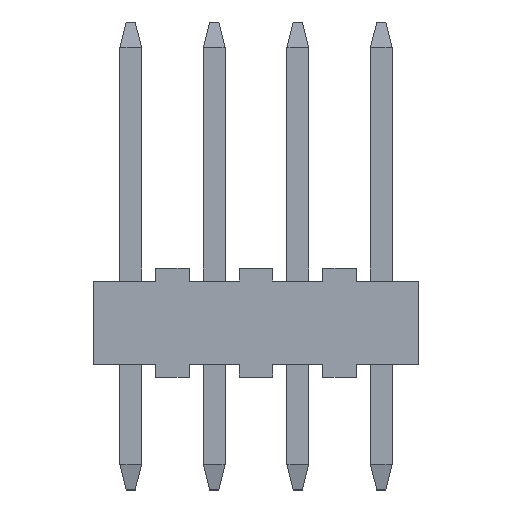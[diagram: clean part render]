
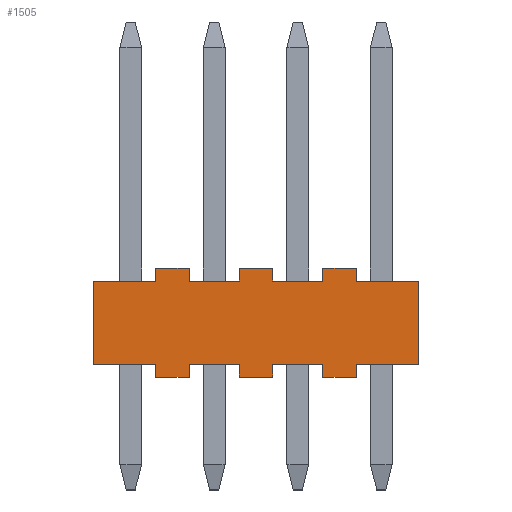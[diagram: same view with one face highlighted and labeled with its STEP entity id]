
A CAD part, top view. The second image highlights one B-rep face of the part: STEP entity #1505.
In plain terms, the highlighted planar face has unit normal (0, 0, 1).
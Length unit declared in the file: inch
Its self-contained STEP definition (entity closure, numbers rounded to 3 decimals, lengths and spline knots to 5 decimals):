
#5=DIRECTION('',(0.,-1.,0.));
#6=VECTOR('',#5,0.1);
#7=CARTESIAN_POINT('',(-0.195,0.05,0.0465));
#8=LINE('',#7,#6);
#21=DIRECTION('',(-1.,0.,0.));
#22=VECTOR('',#21,0.075);
#23=CARTESIAN_POINT('',(-0.12,0.05,0.0465));
#24=LINE('',#23,#22);
#121=DIRECTION('',(-1.,0.,0.));
#122=VECTOR('',#121,0.075);
#123=CARTESIAN_POINT('',(0.195,0.05,0.0465));
#124=LINE('',#123,#122);
#157=DIRECTION('',(0.,-1.,0.));
#158=VECTOR('',#157,0.1);
#159=CARTESIAN_POINT('',(0.195,0.05,0.0465));
#160=LINE('',#159,#158);
#161=DIRECTION('',(1.,0.,0.));
#162=VECTOR('',#161,0.075);
#163=CARTESIAN_POINT('',(0.12,-0.05,0.0465));
#164=LINE('',#163,#162);
#185=DIRECTION('',(0.,1.,0.));
#186=VECTOR('',#185,0.015);
#187=CARTESIAN_POINT('',(0.12,-0.065,0.0465));
#188=LINE('',#187,#186);
#189=DIRECTION('',(0.,1.,0.));
#190=VECTOR('',#189,0.015);
#191=CARTESIAN_POINT('',(0.08,-0.065,0.0465));
#192=LINE('',#191,#190);
#193=DIRECTION('',(-1.,0.,0.));
#194=VECTOR('',#193,0.06);
#195=CARTESIAN_POINT('',(0.08,-0.05,0.0465));
#196=LINE('',#195,#194);
#197=DIRECTION('',(0.,1.,0.));
#198=VECTOR('',#197,0.015);
#199=CARTESIAN_POINT('',(0.02,-0.065,0.0465));
#200=LINE('',#199,#198);
#201=DIRECTION('',(0.,1.,0.));
#202=VECTOR('',#201,0.015);
#203=CARTESIAN_POINT('',(-0.02,-0.065,0.0465));
#204=LINE('',#203,#202);
#205=DIRECTION('',(-1.,0.,0.));
#206=VECTOR('',#205,0.06);
#207=CARTESIAN_POINT('',(-0.02,-0.05,0.0465));
#208=LINE('',#207,#206);
#209=DIRECTION('',(0.,1.,0.));
#210=VECTOR('',#209,0.015);
#211=CARTESIAN_POINT('',(-0.08,-0.065,0.0465));
#212=LINE('',#211,#210);
#213=DIRECTION('',(0.,1.,0.));
#214=VECTOR('',#213,0.015);
#215=CARTESIAN_POINT('',(-0.12,-0.065,0.0465));
#216=LINE('',#215,#214);
#217=DIRECTION('',(0.,-1.,0.));
#218=VECTOR('',#217,0.015);
#219=CARTESIAN_POINT('',(-0.12,0.065,0.0465));
#220=LINE('',#219,#218);
#221=DIRECTION('',(1.,0.,0.));
#222=VECTOR('',#221,0.04);
#223=CARTESIAN_POINT('',(-0.12,0.065,0.0465));
#224=LINE('',#223,#222);
#225=DIRECTION('',(0.,-1.,0.));
#226=VECTOR('',#225,0.015);
#227=CARTESIAN_POINT('',(-0.08,0.065,0.0465));
#228=LINE('',#227,#226);
#229=DIRECTION('',(1.,0.,0.));
#230=VECTOR('',#229,0.06);
#231=CARTESIAN_POINT('',(-0.08,0.05,0.0465));
#232=LINE('',#231,#230);
#233=DIRECTION('',(0.,-1.,0.));
#234=VECTOR('',#233,0.015);
#235=CARTESIAN_POINT('',(-0.02,0.065,0.0465));
#236=LINE('',#235,#234);
#237=DIRECTION('',(1.,0.,0.));
#238=VECTOR('',#237,0.04);
#239=CARTESIAN_POINT('',(-0.02,0.065,0.0465));
#240=LINE('',#239,#238);
#241=DIRECTION('',(0.,-1.,0.));
#242=VECTOR('',#241,0.015);
#243=CARTESIAN_POINT('',(0.02,0.065,0.0465));
#244=LINE('',#243,#242);
#245=DIRECTION('',(1.,0.,0.));
#246=VECTOR('',#245,0.06);
#247=CARTESIAN_POINT('',(0.02,0.05,0.0465));
#248=LINE('',#247,#246);
#249=DIRECTION('',(0.,-1.,0.));
#250=VECTOR('',#249,0.015);
#251=CARTESIAN_POINT('',(0.08,0.065,0.0465));
#252=LINE('',#251,#250);
#253=DIRECTION('',(1.,0.,0.));
#254=VECTOR('',#253,0.04);
#255=CARTESIAN_POINT('',(0.08,0.065,0.0465));
#256=LINE('',#255,#254);
#257=DIRECTION('',(0.,-1.,0.));
#258=VECTOR('',#257,0.015);
#259=CARTESIAN_POINT('',(0.12,0.065,0.0465));
#260=LINE('',#259,#258);
#269=DIRECTION('',(1.,0.,0.));
#270=VECTOR('',#269,0.04);
#271=CARTESIAN_POINT('',(0.08,-0.065,0.0465));
#272=LINE('',#271,#270);
#281=DIRECTION('',(1.,0.,0.));
#282=VECTOR('',#281,0.04);
#283=CARTESIAN_POINT('',(-0.02,-0.065,0.0465));
#284=LINE('',#283,#282);
#293=DIRECTION('',(1.,0.,0.));
#294=VECTOR('',#293,0.04);
#295=CARTESIAN_POINT('',(-0.12,-0.065,0.0465));
#296=LINE('',#295,#294);
#693=DIRECTION('',(1.,0.,0.));
#694=VECTOR('',#693,0.075);
#695=CARTESIAN_POINT('',(-0.195,-0.05,0.0465));
#696=LINE('',#695,#694);
#977=CARTESIAN_POINT('',(0.12,0.065,0.0465));
#978=CARTESIAN_POINT('',(0.12,0.05,0.0465));
#979=VERTEX_POINT('',#977);
#980=VERTEX_POINT('',#978);
#985=CARTESIAN_POINT('',(-0.195,0.05,0.0465));
#987=VERTEX_POINT('',#985);
#989=CARTESIAN_POINT('',(-0.195,-0.05,0.0465));
#991=VERTEX_POINT('',#989);
#993=CARTESIAN_POINT('',(0.195,0.05,0.0465));
#995=VERTEX_POINT('',#993);
#997=CARTESIAN_POINT('',(0.195,-0.05,0.0465));
#999=VERTEX_POINT('',#997);
#1009=CARTESIAN_POINT('',(0.12,-0.065,0.0465));
#1010=CARTESIAN_POINT('',(0.12,-0.05,0.0465));
#1011=VERTEX_POINT('',#1009);
#1012=VERTEX_POINT('',#1010);
#1057=CARTESIAN_POINT('',(0.02,0.065,0.0465));
#1058=CARTESIAN_POINT('',(0.02,0.05,0.0465));
#1059=VERTEX_POINT('',#1057);
#1060=VERTEX_POINT('',#1058);
#1061=CARTESIAN_POINT('',(0.08,0.05,0.0465));
#1062=VERTEX_POINT('',#1061);
#1063=CARTESIAN_POINT('',(0.08,0.065,0.0465));
#1064=VERTEX_POINT('',#1063);
#1065=CARTESIAN_POINT('',(0.08,-0.065,0.0465));
#1066=CARTESIAN_POINT('',(0.08,-0.05,0.0465));
#1067=VERTEX_POINT('',#1065);
#1068=VERTEX_POINT('',#1066);
#1069=CARTESIAN_POINT('',(0.02,-0.05,0.0465));
#1070=VERTEX_POINT('',#1069);
#1071=CARTESIAN_POINT('',(0.02,-0.065,0.0465));
#1072=VERTEX_POINT('',#1071);
#1089=CARTESIAN_POINT('',(-0.08,0.065,0.0465));
#1090=CARTESIAN_POINT('',(-0.08,0.05,0.0465));
#1091=VERTEX_POINT('',#1089);
#1092=VERTEX_POINT('',#1090);
#1093=CARTESIAN_POINT('',(-0.02,0.05,0.0465));
#1094=VERTEX_POINT('',#1093);
#1095=CARTESIAN_POINT('',(-0.02,0.065,0.0465));
#1096=VERTEX_POINT('',#1095);
#1097=CARTESIAN_POINT('',(-0.02,-0.065,0.0465));
#1098=CARTESIAN_POINT('',(-0.02,-0.05,0.0465));
#1099=VERTEX_POINT('',#1097);
#1100=VERTEX_POINT('',#1098);
#1101=CARTESIAN_POINT('',(-0.08,-0.05,0.0465));
#1102=VERTEX_POINT('',#1101);
#1103=CARTESIAN_POINT('',(-0.08,-0.065,0.0465));
#1104=VERTEX_POINT('',#1103);
#1217=CARTESIAN_POINT('',(-0.12,0.065,0.0465));
#1218=CARTESIAN_POINT('',(-0.12,0.05,0.0465));
#1219=VERTEX_POINT('',#1217);
#1220=VERTEX_POINT('',#1218);
#1221=CARTESIAN_POINT('',(-0.12,-0.065,0.0465));
#1222=CARTESIAN_POINT('',(-0.12,-0.05,0.0465));
#1223=VERTEX_POINT('',#1221);
#1224=VERTEX_POINT('',#1222);
#1447=CARTESIAN_POINT('',(-0.195,0.065,0.0465));
#1448=DIRECTION('',(0.,0.,1.));
#1449=DIRECTION('',(0.,-1.,0.));
#1450=AXIS2_PLACEMENT_3D('',#1447,#1448,#1449);
#1451=PLANE('',#1450);
#1452=ORIENTED_EDGE('',*,*,#1392,.F.);
#1453=ORIENTED_EDGE('',*,*,#1418,.T.);
#1454=ORIENTED_EDGE('',*,*,#1428,.F.);
#1456=ORIENTED_EDGE('',*,*,#1455,.F.);
#1458=ORIENTED_EDGE('',*,*,#1457,.F.);
#1460=ORIENTED_EDGE('',*,*,#1459,.T.);
#1462=ORIENTED_EDGE('',*,*,#1461,.T.);
#1464=ORIENTED_EDGE('',*,*,#1463,.F.);
#1466=ORIENTED_EDGE('',*,*,#1465,.F.);
#1468=ORIENTED_EDGE('',*,*,#1467,.T.);
#1470=ORIENTED_EDGE('',*,*,#1469,.T.);
#1472=ORIENTED_EDGE('',*,*,#1471,.F.);
#1474=ORIENTED_EDGE('',*,*,#1473,.F.);
#1476=ORIENTED_EDGE('',*,*,#1475,.T.);
#1478=ORIENTED_EDGE('',*,*,#1477,.F.);
#1479=ORIENTED_EDGE('',*,*,#1288,.F.);
#1480=ORIENTED_EDGE('',*,*,#1306,.F.);
#1482=ORIENTED_EDGE('',*,*,#1481,.F.);
#1484=ORIENTED_EDGE('',*,*,#1483,.T.);
#1486=ORIENTED_EDGE('',*,*,#1485,.T.);
#1488=ORIENTED_EDGE('',*,*,#1487,.T.);
#1490=ORIENTED_EDGE('',*,*,#1489,.F.);
#1492=ORIENTED_EDGE('',*,*,#1491,.T.);
#1494=ORIENTED_EDGE('',*,*,#1493,.T.);
#1496=ORIENTED_EDGE('',*,*,#1495,.T.);
#1498=ORIENTED_EDGE('',*,*,#1497,.F.);
#1500=ORIENTED_EDGE('',*,*,#1499,.T.);
#1502=ORIENTED_EDGE('',*,*,#1501,.T.);
#1503=EDGE_LOOP('',(#1452,#1453,#1454,#1456,#1458,#1460,#1462,#1464,#1466,#1468,
#1470,#1472,#1474,#1476,#1478,#1479,#1480,#1482,#1484,#1486,#1488,#1490,#1492,
#1494,#1496,#1498,#1500,#1502));
#1504=FACE_OUTER_BOUND('',#1503,.F.);
#1505=ADVANCED_FACE('',(#1504),#1451,.T.);
#1288=EDGE_CURVE('',#987,#991,#8,.T.);
#1306=EDGE_CURVE('',#1220,#987,#24,.T.);
#1392=EDGE_CURVE('',#995,#980,#124,.T.);
#1418=EDGE_CURVE('',#995,#999,#160,.T.);
#1428=EDGE_CURVE('',#1012,#999,#164,.T.);
#1455=EDGE_CURVE('',#1011,#1012,#188,.T.);
#1457=EDGE_CURVE('',#1067,#1011,#272,.T.);
#1459=EDGE_CURVE('',#1067,#1068,#192,.T.);
#1461=EDGE_CURVE('',#1068,#1070,#196,.T.);
#1463=EDGE_CURVE('',#1072,#1070,#200,.T.);
#1465=EDGE_CURVE('',#1099,#1072,#284,.T.);
#1467=EDGE_CURVE('',#1099,#1100,#204,.T.);
#1469=EDGE_CURVE('',#1100,#1102,#208,.T.);
#1471=EDGE_CURVE('',#1104,#1102,#212,.T.);
#1473=EDGE_CURVE('',#1223,#1104,#296,.T.);
#1475=EDGE_CURVE('',#1223,#1224,#216,.T.);
#1477=EDGE_CURVE('',#991,#1224,#696,.T.);
#1481=EDGE_CURVE('',#1219,#1220,#220,.T.);
#1483=EDGE_CURVE('',#1219,#1091,#224,.T.);
#1485=EDGE_CURVE('',#1091,#1092,#228,.T.);
#1487=EDGE_CURVE('',#1092,#1094,#232,.T.);
#1489=EDGE_CURVE('',#1096,#1094,#236,.T.);
#1491=EDGE_CURVE('',#1096,#1059,#240,.T.);
#1493=EDGE_CURVE('',#1059,#1060,#244,.T.);
#1495=EDGE_CURVE('',#1060,#1062,#248,.T.);
#1497=EDGE_CURVE('',#1064,#1062,#252,.T.);
#1499=EDGE_CURVE('',#1064,#979,#256,.T.);
#1501=EDGE_CURVE('',#979,#980,#260,.T.);
